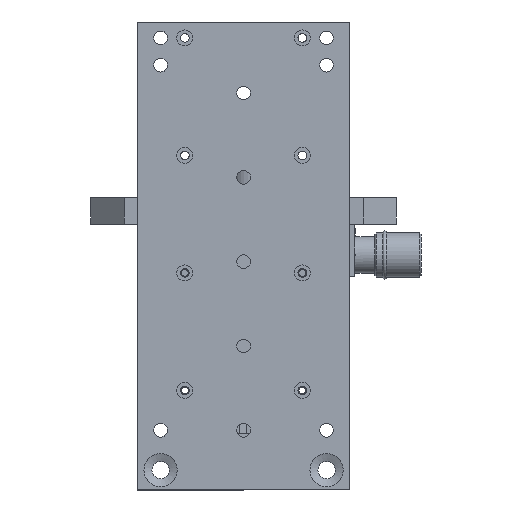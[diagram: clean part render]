
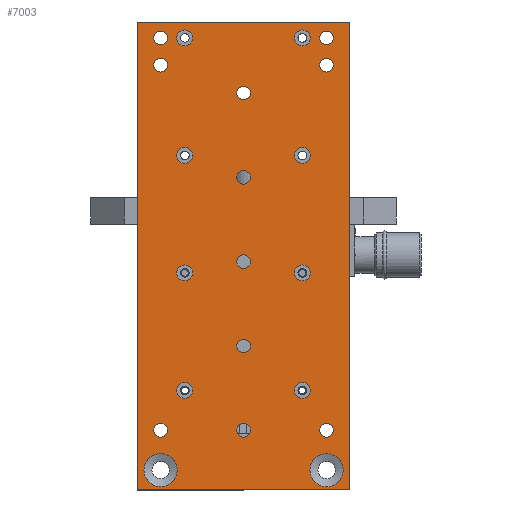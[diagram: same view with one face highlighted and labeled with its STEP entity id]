
A CAD part, front view. The second image highlights one B-rep face of the part: STEP entity #7003.
In plain terms, the highlighted planar face has unit normal (0, -1, 0).
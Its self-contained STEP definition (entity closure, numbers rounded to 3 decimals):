
#377=CIRCLE('',#9109,2.4);
#378=CIRCLE('',#9110,2.4);
#379=CIRCLE('',#9111,2.4);
#380=CIRCLE('',#9112,2.4);
#381=CIRCLE('',#9113,2.4);
#382=CIRCLE('',#9114,2.4);
#383=CIRCLE('',#9115,2.4);
#384=CIRCLE('',#9116,2.4);
#385=CIRCLE('',#9117,2.067);
#386=CIRCLE('',#9118,2.067);
#387=CIRCLE('',#9119,2.067);
#388=CIRCLE('',#9120,2.067);
#389=CIRCLE('',#9121,2.067);
#390=CIRCLE('',#9122,2.067);
#391=CIRCLE('',#9123,2.067);
#392=CIRCLE('',#9124,2.067);
#393=CIRCLE('',#9125,2.067);
#394=CIRCLE('',#9126,2.067);
#395=CIRCLE('',#9127,2.067);
#396=CIRCLE('',#9128,5.);
#397=CIRCLE('',#9129,5.);
#2029=ORIENTED_EDGE('',*,*,#2960,.T.);
#2030=ORIENTED_EDGE('',*,*,#2961,.T.);
#2031=ORIENTED_EDGE('',*,*,#2962,.T.);
#2032=ORIENTED_EDGE('',*,*,#2963,.T.);
#2033=ORIENTED_EDGE('',*,*,#2964,.T.);
#2034=ORIENTED_EDGE('',*,*,#2965,.T.);
#2035=ORIENTED_EDGE('',*,*,#2966,.T.);
#2036=ORIENTED_EDGE('',*,*,#2967,.T.);
#2037=ORIENTED_EDGE('',*,*,#2968,.T.);
#2038=ORIENTED_EDGE('',*,*,#2969,.T.);
#2039=ORIENTED_EDGE('',*,*,#2970,.T.);
#2040=ORIENTED_EDGE('',*,*,#2971,.T.);
#2041=ORIENTED_EDGE('',*,*,#2972,.T.);
#2042=ORIENTED_EDGE('',*,*,#2973,.T.);
#2043=ORIENTED_EDGE('',*,*,#2974,.T.);
#2044=ORIENTED_EDGE('',*,*,#2975,.T.);
#2045=ORIENTED_EDGE('',*,*,#2976,.T.);
#2046=ORIENTED_EDGE('',*,*,#2977,.T.);
#2047=ORIENTED_EDGE('',*,*,#2978,.T.);
#2048=ORIENTED_EDGE('',*,*,#2979,.T.);
#2049=ORIENTED_EDGE('',*,*,#2980,.T.);
#2050=ORIENTED_EDGE('',*,*,#2950,.T.);
#2051=ORIENTED_EDGE('',*,*,#2954,.T.);
#2052=ORIENTED_EDGE('',*,*,#2957,.T.);
#2053=ORIENTED_EDGE('',*,*,#2959,.T.);
#2950=EDGE_CURVE('',#3592,#3591,#4263,.T.);
#2954=EDGE_CURVE('',#3591,#3594,#4267,.T.);
#2957=EDGE_CURVE('',#3594,#3596,#4270,.T.);
#2959=EDGE_CURVE('',#3596,#3592,#4272,.T.);
#2960=EDGE_CURVE('',#3597,#3597,#377,.T.);
#2961=EDGE_CURVE('',#3598,#3598,#378,.T.);
#2962=EDGE_CURVE('',#3599,#3599,#379,.T.);
#2963=EDGE_CURVE('',#3600,#3600,#380,.T.);
#2964=EDGE_CURVE('',#3601,#3601,#381,.T.);
#2965=EDGE_CURVE('',#3602,#3602,#382,.T.);
#2966=EDGE_CURVE('',#3603,#3603,#383,.T.);
#2967=EDGE_CURVE('',#3604,#3604,#384,.T.);
#2968=EDGE_CURVE('',#3605,#3605,#385,.T.);
#2969=EDGE_CURVE('',#3606,#3606,#386,.T.);
#2970=EDGE_CURVE('',#3607,#3607,#387,.T.);
#2971=EDGE_CURVE('',#3608,#3608,#388,.T.);
#2972=EDGE_CURVE('',#3609,#3609,#389,.T.);
#2973=EDGE_CURVE('',#3610,#3610,#390,.T.);
#2974=EDGE_CURVE('',#3611,#3611,#391,.T.);
#2975=EDGE_CURVE('',#3612,#3612,#392,.T.);
#2976=EDGE_CURVE('',#3613,#3613,#393,.T.);
#2977=EDGE_CURVE('',#3614,#3614,#394,.T.);
#2978=EDGE_CURVE('',#3615,#3615,#395,.T.);
#2979=EDGE_CURVE('',#3616,#3616,#396,.T.);
#2980=EDGE_CURVE('',#3617,#3617,#397,.T.);
#3591=VERTEX_POINT('',#12944);
#3592=VERTEX_POINT('',#12946);
#3594=VERTEX_POINT('',#12952);
#3596=VERTEX_POINT('',#12958);
#3597=VERTEX_POINT('',#12965);
#3598=VERTEX_POINT('',#12967);
#3599=VERTEX_POINT('',#12969);
#3600=VERTEX_POINT('',#12971);
#3601=VERTEX_POINT('',#12973);
#3602=VERTEX_POINT('',#12975);
#3603=VERTEX_POINT('',#12977);
#3604=VERTEX_POINT('',#12979);
#3605=VERTEX_POINT('',#12981);
#3606=VERTEX_POINT('',#12983);
#3607=VERTEX_POINT('',#12985);
#3608=VERTEX_POINT('',#12987);
#3609=VERTEX_POINT('',#12989);
#3610=VERTEX_POINT('',#12991);
#3611=VERTEX_POINT('',#12993);
#3612=VERTEX_POINT('',#12995);
#3613=VERTEX_POINT('',#12997);
#3614=VERTEX_POINT('',#12999);
#3615=VERTEX_POINT('',#13001);
#3616=VERTEX_POINT('',#13003);
#3617=VERTEX_POINT('',#13005);
#4263=LINE('',#12945,#4877);
#4267=LINE('',#12953,#4881);
#4270=LINE('',#12959,#4884);
#4272=LINE('',#12962,#4886);
#4877=VECTOR('',#10967,1000.);
#4881=VECTOR('',#10973,1000.);
#4884=VECTOR('',#10978,1000.);
#4886=VECTOR('',#10982,1000.);
#5479=EDGE_LOOP('',(#2029));
#5480=EDGE_LOOP('',(#2030));
#5481=EDGE_LOOP('',(#2031));
#5482=EDGE_LOOP('',(#2032));
#5483=EDGE_LOOP('',(#2033));
#5484=EDGE_LOOP('',(#2034));
#5485=EDGE_LOOP('',(#2035));
#5486=EDGE_LOOP('',(#2036));
#5487=EDGE_LOOP('',(#2037));
#5488=EDGE_LOOP('',(#2038));
#5489=EDGE_LOOP('',(#2039));
#5490=EDGE_LOOP('',(#2040));
#5491=EDGE_LOOP('',(#2041));
#5492=EDGE_LOOP('',(#2042));
#5493=EDGE_LOOP('',(#2043));
#5494=EDGE_LOOP('',(#2044));
#5495=EDGE_LOOP('',(#2045));
#5496=EDGE_LOOP('',(#2046));
#5497=EDGE_LOOP('',(#2047));
#5498=EDGE_LOOP('',(#2048));
#5499=EDGE_LOOP('',(#2049));
#5500=EDGE_LOOP('',(#2050,#2051,#2052,#2053));
#6197=FACE_BOUND('',#5479,.T.);
#6198=FACE_BOUND('',#5480,.T.);
#6199=FACE_BOUND('',#5481,.T.);
#6200=FACE_BOUND('',#5482,.T.);
#6201=FACE_BOUND('',#5483,.T.);
#6202=FACE_BOUND('',#5484,.T.);
#6203=FACE_BOUND('',#5485,.T.);
#6204=FACE_BOUND('',#5486,.T.);
#6205=FACE_BOUND('',#5487,.T.);
#6206=FACE_BOUND('',#5488,.T.);
#6207=FACE_BOUND('',#5489,.T.);
#6208=FACE_BOUND('',#5490,.T.);
#6209=FACE_BOUND('',#5491,.T.);
#6210=FACE_BOUND('',#5492,.T.);
#6211=FACE_BOUND('',#5493,.T.);
#6212=FACE_BOUND('',#5494,.T.);
#6213=FACE_BOUND('',#5495,.T.);
#6214=FACE_BOUND('',#5496,.T.);
#6215=FACE_BOUND('',#5497,.T.);
#6216=FACE_BOUND('',#5498,.T.);
#6217=FACE_BOUND('',#5499,.T.);
#6218=FACE_BOUND('',#5500,.T.);
#6609=PLANE('',#9108);
#7003=ADVANCED_FACE('',(#6197,#6198,#6199,#6200,#6201,#6202,#6203,#6204,
#6205,#6206,#6207,#6208,#6209,#6210,#6211,#6212,#6213,#6214,#6215,#6216,
#6217,#6218),#6609,.T.);
#9108=AXIS2_PLACEMENT_3D('',#12963,#10983,#10984);
#9109=AXIS2_PLACEMENT_3D('',#12964,#10985,#10986);
#9110=AXIS2_PLACEMENT_3D('',#12966,#10987,#10988);
#9111=AXIS2_PLACEMENT_3D('',#12968,#10989,#10990);
#9112=AXIS2_PLACEMENT_3D('',#12970,#10991,#10992);
#9113=AXIS2_PLACEMENT_3D('',#12972,#10993,#10994);
#9114=AXIS2_PLACEMENT_3D('',#12974,#10995,#10996);
#9115=AXIS2_PLACEMENT_3D('',#12976,#10997,#10998);
#9116=AXIS2_PLACEMENT_3D('',#12978,#10999,#11000);
#9117=AXIS2_PLACEMENT_3D('',#12980,#11001,#11002);
#9118=AXIS2_PLACEMENT_3D('',#12982,#11003,#11004);
#9119=AXIS2_PLACEMENT_3D('',#12984,#11005,#11006);
#9120=AXIS2_PLACEMENT_3D('',#12986,#11007,#11008);
#9121=AXIS2_PLACEMENT_3D('',#12988,#11009,#11010);
#9122=AXIS2_PLACEMENT_3D('',#12990,#11011,#11012);
#9123=AXIS2_PLACEMENT_3D('',#12992,#11013,#11014);
#9124=AXIS2_PLACEMENT_3D('',#12994,#11015,#11016);
#9125=AXIS2_PLACEMENT_3D('',#12996,#11017,#11018);
#9126=AXIS2_PLACEMENT_3D('',#12998,#11019,#11020);
#9127=AXIS2_PLACEMENT_3D('',#13000,#11021,#11022);
#9128=AXIS2_PLACEMENT_3D('',#13002,#11023,#11024);
#9129=AXIS2_PLACEMENT_3D('',#13004,#11025,#11026);
#10967=DIRECTION('',(0.,0.,-1.));
#10973=DIRECTION('',(1.,0.,0.));
#10978=DIRECTION('',(0.,0.,1.));
#10982=DIRECTION('',(-1.,0.,0.));
#10983=DIRECTION('',(0.,-1.,0.));
#10984=DIRECTION('',(0.,0.,-1.));
#10985=DIRECTION('',(0.,1.,0.));
#10986=DIRECTION('',(0.,0.,-1.));
#10987=DIRECTION('',(0.,1.,0.));
#10988=DIRECTION('',(0.,0.,-1.));
#10989=DIRECTION('',(0.,1.,0.));
#10990=DIRECTION('',(0.,0.,-1.));
#10991=DIRECTION('',(0.,1.,0.));
#10992=DIRECTION('',(0.,0.,-1.));
#10993=DIRECTION('',(0.,1.,0.));
#10994=DIRECTION('',(0.,0.,-1.));
#10995=DIRECTION('',(0.,1.,0.));
#10996=DIRECTION('',(0.,0.,-1.));
#10997=DIRECTION('',(0.,1.,0.));
#10998=DIRECTION('',(0.,0.,-1.));
#10999=DIRECTION('',(0.,1.,0.));
#11000=DIRECTION('',(0.,0.,-1.));
#11001=DIRECTION('',(0.,1.,0.));
#11002=DIRECTION('',(0.,0.,-1.));
#11003=DIRECTION('',(0.,1.,0.));
#11004=DIRECTION('',(0.,0.,-1.));
#11005=DIRECTION('',(0.,1.,0.));
#11006=DIRECTION('',(0.,0.,-1.));
#11007=DIRECTION('',(0.,1.,0.));
#11008=DIRECTION('',(0.,0.,-1.));
#11009=DIRECTION('',(0.,1.,0.));
#11010=DIRECTION('',(0.,0.,-1.));
#11011=DIRECTION('',(0.,1.,0.));
#11012=DIRECTION('',(0.,0.,-1.));
#11013=DIRECTION('',(0.,1.,0.));
#11014=DIRECTION('',(0.,0.,-1.));
#11015=DIRECTION('',(0.,1.,0.));
#11016=DIRECTION('',(0.,0.,-1.));
#11017=DIRECTION('',(0.,1.,0.));
#11018=DIRECTION('',(0.,0.,-1.));
#11019=DIRECTION('',(0.,1.,0.));
#11020=DIRECTION('',(0.,0.,-1.));
#11021=DIRECTION('',(0.,1.,0.));
#11022=DIRECTION('',(0.,0.,-1.));
#11023=DIRECTION('',(0.,1.,0.));
#11024=DIRECTION('',(0.,0.,-1.));
#11025=DIRECTION('',(0.,1.,0.));
#11026=DIRECTION('',(0.,0.,-1.));
#12944=CARTESIAN_POINT('',(-32.,-6.,-6.));
#12945=CARTESIAN_POINT('',(-32.,-6.,135.));
#12946=CARTESIAN_POINT('',(-32.,-6.,135.));
#12952=CARTESIAN_POINT('',(32.,-6.,-6.));
#12953=CARTESIAN_POINT('',(-32.,-6.,-6.));
#12958=CARTESIAN_POINT('',(32.,-6.,135.));
#12959=CARTESIAN_POINT('',(32.,-6.,-6.));
#12962=CARTESIAN_POINT('',(32.,-6.,135.));
#12963=CARTESIAN_POINT('',(-32.,-6.,-6.));
#12964=CARTESIAN_POINT('',(-17.7,-6.,130.2));
#12965=CARTESIAN_POINT('',(-17.7,-6.,127.8));
#12966=CARTESIAN_POINT('',(-17.7,-6.,24.));
#12967=CARTESIAN_POINT('',(-17.7,-6.,21.6));
#12968=CARTESIAN_POINT('',(17.7,-6.,24.));
#12969=CARTESIAN_POINT('',(17.7,-6.,21.6));
#12970=CARTESIAN_POINT('',(17.7,-6.,59.4));
#12971=CARTESIAN_POINT('',(17.7,-6.,57.));
#12972=CARTESIAN_POINT('',(-17.7,-6.,59.4));
#12973=CARTESIAN_POINT('',(-17.7,-6.,57.));
#12974=CARTESIAN_POINT('',(-17.7,-6.,94.8));
#12975=CARTESIAN_POINT('',(-17.7,-6.,92.4));
#12976=CARTESIAN_POINT('',(17.7,-6.,94.8));
#12977=CARTESIAN_POINT('',(17.7,-6.,92.4));
#12978=CARTESIAN_POINT('',(17.7,-6.,130.2));
#12979=CARTESIAN_POINT('',(17.7,-6.,127.8));
#12980=CARTESIAN_POINT('',(-25.,-6.,12.));
#12981=CARTESIAN_POINT('',(-25.,-6.,9.933));
#12982=CARTESIAN_POINT('',(0.,-6.,113.6));
#12983=CARTESIAN_POINT('',(0.,-6.,111.533));
#12984=CARTESIAN_POINT('',(0.,-6.,88.2));
#12985=CARTESIAN_POINT('',(0.,-6.,86.133));
#12986=CARTESIAN_POINT('',(0.,-6.,62.8));
#12987=CARTESIAN_POINT('',(0.,-6.,60.733));
#12988=CARTESIAN_POINT('',(0.,-6.,37.4));
#12989=CARTESIAN_POINT('',(0.,-6.,35.333));
#12990=CARTESIAN_POINT('',(-25.,-6.,130.2));
#12991=CARTESIAN_POINT('',(-25.,-6.,128.133));
#12992=CARTESIAN_POINT('',(-25.,-6.,122.));
#12993=CARTESIAN_POINT('',(-25.,-6.,119.933));
#12994=CARTESIAN_POINT('',(25.,-6.,130.2));
#12995=CARTESIAN_POINT('',(25.,-6.,128.133));
#12996=CARTESIAN_POINT('',(25.,-6.,122.));
#12997=CARTESIAN_POINT('',(25.,-6.,119.933));
#12998=CARTESIAN_POINT('',(25.,-6.,12.));
#12999=CARTESIAN_POINT('',(25.,-6.,9.933));
#13000=CARTESIAN_POINT('',(0.,-6.,12.));
#13001=CARTESIAN_POINT('',(0.,-6.,9.933));
#13002=CARTESIAN_POINT('',(-25.,-6.,0.));
#13003=CARTESIAN_POINT('',(-25.,-6.,-5.));
#13004=CARTESIAN_POINT('',(25.,-6.,0.));
#13005=CARTESIAN_POINT('',(25.,-6.,-5.));
